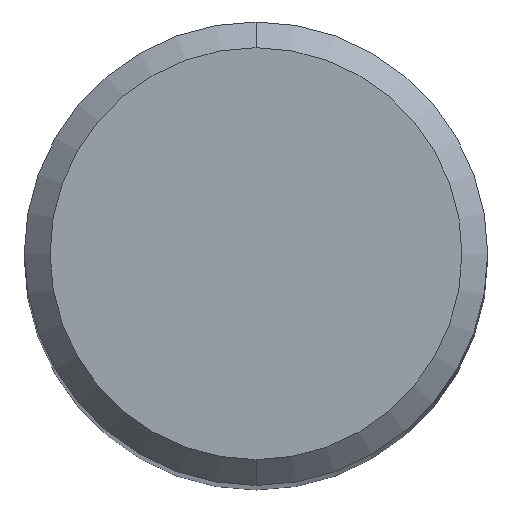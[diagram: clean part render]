
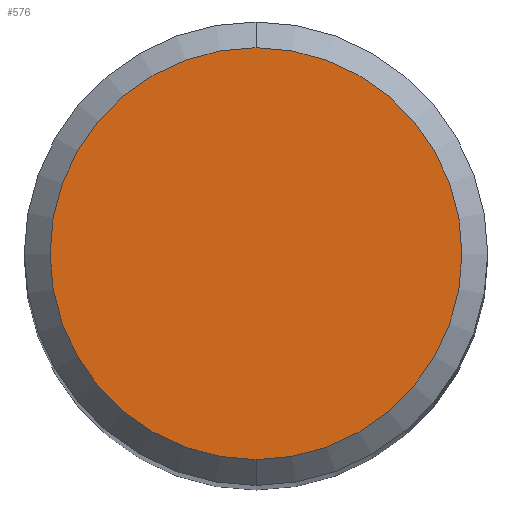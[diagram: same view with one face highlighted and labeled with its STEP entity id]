
A CAD part, top view. The second image highlights one B-rep face of the part: STEP entity #576.
In plain terms, the highlighted planar face has unit normal (0, 0, 1).
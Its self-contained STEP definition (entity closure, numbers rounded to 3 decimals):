
#498=VERTEX_POINT('',#1083);
#576=ADVANCED_FACE('',(#1168),#1169,.T.);
#778=VERTEX_POINT('',#1387);
#822=EDGE_CURVE('',#778,#498,#1435,.T.);
#846=EDGE_CURVE('',#498,#778,#1461,.T.);
#1083=CARTESIAN_POINT('',(0.,-4.0,0.0));
#1168=FACE_OUTER_BOUND('',#4325,.T.);
#1169=PLANE('',#4326);
#1387=CARTESIAN_POINT('',(0.0,4.0,0.0));
#1435=CIRCLE('',#5180,4.0);
#1461=CIRCLE('',#5842,4.0);
#4325=EDGE_LOOP('',(#6197,#6198));
#4326=AXIS2_PLACEMENT_3D('',#6199,#6200,#6201);
#5180=AXIS2_PLACEMENT_3D('',#6437,#6438,#6439);
#5842=AXIS2_PLACEMENT_3D('',#6465,#6466,#6467);
#6197=ORIENTED_EDGE('',*,*,#822,.F.);
#6198=ORIENTED_EDGE('',*,*,#846,.F.);
#6199=CARTESIAN_POINT('',(0.0,2.0,0.0));
#6200=DIRECTION('',(-0.0,0.0,1.0));
#6201=DIRECTION('',(0.0,-1.0,0.0));
#6437=CARTESIAN_POINT('',(0.0,0.0,0.0));
#6438=DIRECTION('',(0.0,0.0,-1.0));
#6439=DIRECTION('',(0.0,1.0,0.0));
#6465=CARTESIAN_POINT('',(0.0,0.0,0.0));
#6466=DIRECTION('',(0.0,0.0,-1.0));
#6467=DIRECTION('',(0.0,1.0,0.0));
